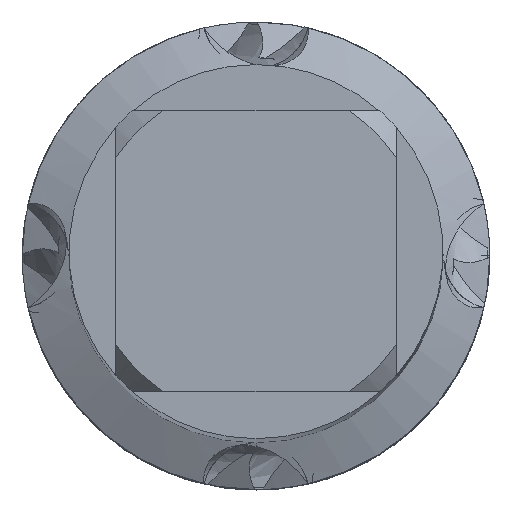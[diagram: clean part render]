
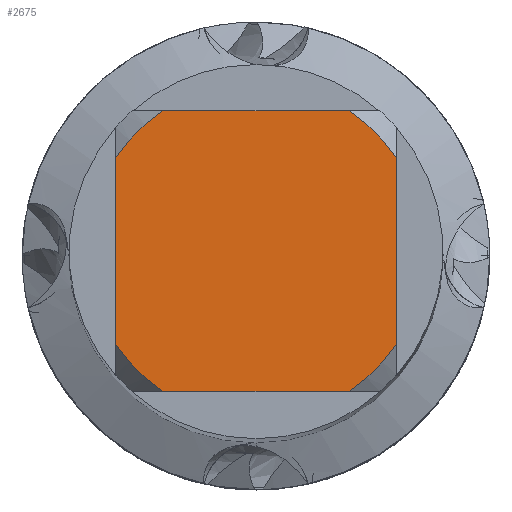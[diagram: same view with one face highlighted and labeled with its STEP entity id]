
A CAD part, top view. The second image highlights one B-rep face of the part: STEP entity #2675.
In plain terms, the highlighted planar face has unit normal (0, 0, 1).
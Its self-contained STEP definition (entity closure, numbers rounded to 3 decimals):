
#1817=EDGE_CURVE('',#2957,#4613,#5381,.T.);
#2321=EDGE_CURVE('',#3629,#4613,#5934,.T.);
#2503=VERTEX_POINT('',#6128);
#2675=ADVANCED_FACE('',(#6314),#6315,.T.);
#2709=EDGE_CURVE('',#3629,#2503,#6352,.T.);
#2957=VERTEX_POINT('',#6613);
#3315=EDGE_CURVE('',#3639,#2503,#7007,.T.);
#3563=EDGE_CURVE('',#4735,#5327,#7271,.T.);
#3629=VERTEX_POINT('',#7346);
#3639=VERTEX_POINT('',#7356);
#3669=EDGE_CURVE('',#3639,#4659,#7389,.T.);
#4223=EDGE_CURVE('',#2957,#5327,#7996,.T.);
#4555=EDGE_CURVE('',#4735,#4659,#8356,.T.);
#4613=VERTEX_POINT('',#8419);
#4659=VERTEX_POINT('',#8471);
#4735=VERTEX_POINT('',#8556);
#5327=VERTEX_POINT('',#9201);
#5381=CIRCLE('',#9375,7.2);
#5934=LINE('',#12381,#12382);
#6128=CARTESIAN_POINT('',(3.98,-6.0,0.0));
#6314=FACE_OUTER_BOUND('',#13658,.T.);
#6315=PLANE('',#13659);
#6352=CIRCLE('',#13720,7.2);
#6613=CARTESIAN_POINT('',(3.98,6.0,0.0));
#7007=LINE('',#16487,#16488);
#7271=CIRCLE('',#17209,7.2);
#7346=CARTESIAN_POINT('',(6.0,-3.98,0.0));
#7356=CARTESIAN_POINT('',(-3.98,-6.0,0.0));
#7389=CIRCLE('',#17595,7.2);
#7996=LINE('',#19873,#19874);
#8356=LINE('',#21731,#21732);
#8419=CARTESIAN_POINT('',(6.0,3.98,0.0));
#8471=CARTESIAN_POINT('',(-6.0,-3.98,0.0));
#8556=CARTESIAN_POINT('',(-6.0,3.98,0.0));
#9201=CARTESIAN_POINT('',(-3.98,6.0,0.0));
#9375=AXIS2_PLACEMENT_3D('',#25322,#25323,#25324);
#12381=CARTESIAN_POINT('',(6.0,1.8,0.0));
#12382=VECTOR('',#25929,1.0);
#13658=EDGE_LOOP('',(#26271,#26272,#26273,#26274,#26275,#26276,#26277,#26278));
#13659=AXIS2_PLACEMENT_3D('',#26279,#26280,#26281);
#13720=AXIS2_PLACEMENT_3D('',#26313,#26314,#26315);
#16487=CARTESIAN_POINT('',(0.0,-6.0,0.0));
#16488=VECTOR('',#26994,1.0);
#17209=AXIS2_PLACEMENT_3D('',#27241,#27242,#27243);
#17595=AXIS2_PLACEMENT_3D('',#27360,#27361,#27362);
#19873=CARTESIAN_POINT('',(0.0,6.0,0.0));
#19874=VECTOR('',#27919,1.0);
#21731=CARTESIAN_POINT('',(-6.0,1.8,0.0));
#21732=VECTOR('',#28344,1.0);
#25322=CARTESIAN_POINT('',(0.0,0.0,0.0));
#25323=DIRECTION('',(0.0,0.0,-1.0));
#25324=DIRECTION('',(0.0,1.0,0.0));
#25929=DIRECTION('',(-0.0,1.0,0.0));
#26271=ORIENTED_EDGE('',*,*,#4555,.T.);
#26272=ORIENTED_EDGE('',*,*,#3669,.F.);
#26273=ORIENTED_EDGE('',*,*,#3315,.T.);
#26274=ORIENTED_EDGE('',*,*,#2709,.F.);
#26275=ORIENTED_EDGE('',*,*,#2321,.T.);
#26276=ORIENTED_EDGE('',*,*,#1817,.F.);
#26277=ORIENTED_EDGE('',*,*,#4223,.T.);
#26278=ORIENTED_EDGE('',*,*,#3563,.F.);
#26279=CARTESIAN_POINT('',(0.0,3.6,0.0));
#26280=DIRECTION('',(-0.0,0.0,1.0));
#26281=DIRECTION('',(0.0,-1.0,0.0));
#26313=CARTESIAN_POINT('',(0.0,0.0,0.0));
#26314=DIRECTION('',(0.0,0.0,-1.0));
#26315=DIRECTION('',(0.0,1.0,0.0));
#26994=DIRECTION('',(1.0,0.0,0.0));
#27241=CARTESIAN_POINT('',(0.0,0.0,0.0));
#27242=DIRECTION('',(0.0,0.0,-1.0));
#27243=DIRECTION('',(0.0,1.0,0.0));
#27360=CARTESIAN_POINT('',(0.0,0.0,0.0));
#27361=DIRECTION('',(0.0,0.0,-1.0));
#27362=DIRECTION('',(0.0,1.0,0.0));
#27919=DIRECTION('',(-1.0,0.0,0.0));
#28344=DIRECTION('',(-0.0,-1.0,0.0));
